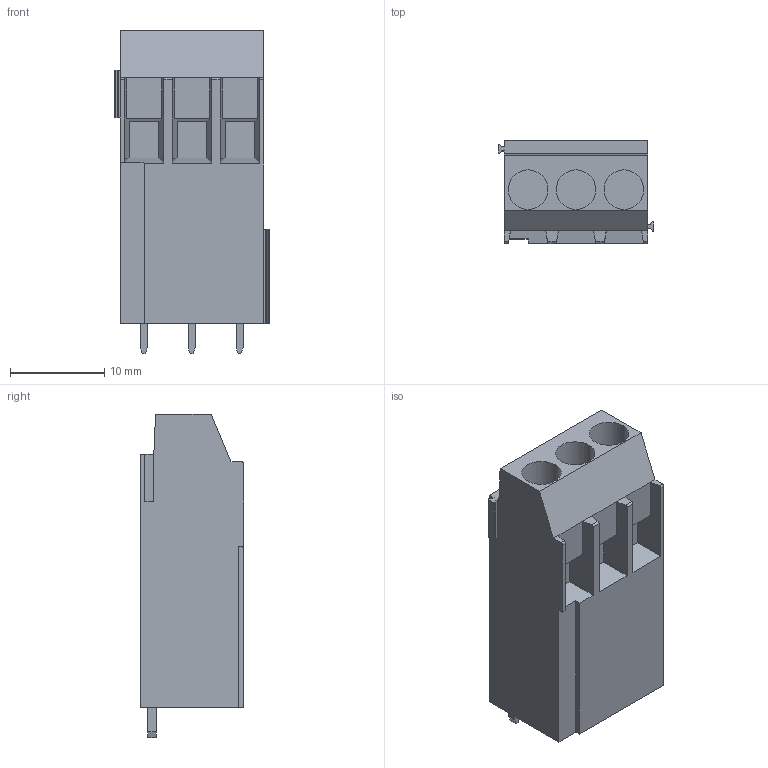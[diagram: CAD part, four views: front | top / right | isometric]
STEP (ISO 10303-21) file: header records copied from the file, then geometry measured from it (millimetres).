
FILE_DESCRIPTION(('CATIA V5 STEP Exchange','CAx-IF Rec.Pracs.--- Model Styling and Organization---1.2---2011-12-15'),'2;1');
FILE_NAME ('D1460871_0', '2018-09-07T04:34:40+00:00', ('none'), ('Weidmueller'), 'CATIA Version 5-6 Release 2014', 'CATIA V5 STEP AP214', 'none');
FILE_SCHEMA(('AUTOMOTIVE_DESIGN { 1 0 10303 214 1 1 1 1 }'));
Length unit declared in the file: millimetre
Products named in the file (1): 1975370000
Bounding box: 16.52 x 10.94 x 34.3 mm (x, y, z)
Volume: 4551.1 mm3; surface area: 2205.1 mm2
Topology: 4 solids, 4 shells, 106 faces, 282 edges, 187 vertices
Faces by surface type: plane 84, cylinder 22
Entity records: 3139 total; most frequent: CARTESIAN_POINT 611, ORIENTED_EDGE 564, DIRECTION 422, EDGE_CURVE 282, VECTOR 226, LINE 226, VERTEX_POINT 187, AXIS2_PLACEMENT_3D 118
